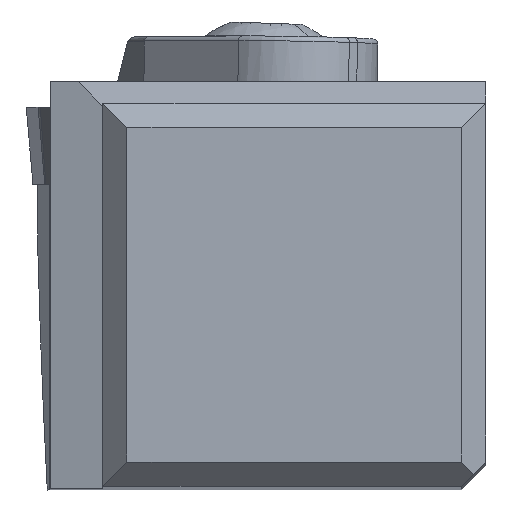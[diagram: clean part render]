
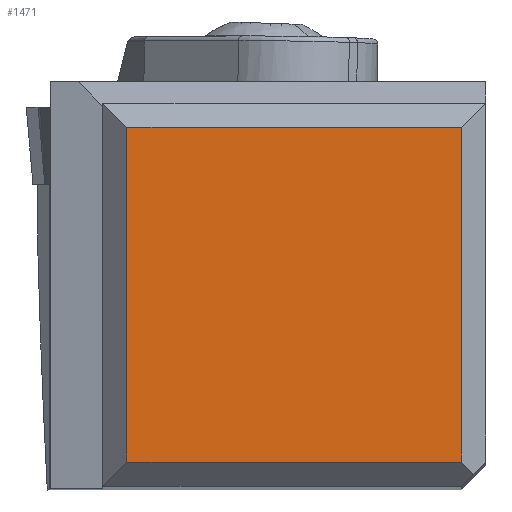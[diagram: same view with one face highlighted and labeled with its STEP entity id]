
A CAD part, top view. The second image highlights one B-rep face of the part: STEP entity #1471.
In plain terms, the highlighted planar face has unit normal (0, 0, 1).
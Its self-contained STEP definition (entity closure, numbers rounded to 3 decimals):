
#1297=FACE_OUTER_BOUND('',#1759,.T.);
#1471=ADVANCED_FACE('',(#1297),#1636,.T.);
#1636=PLANE('',#4842);
#1759=EDGE_LOOP('',(#2221,#2222,#2223,#2224));
#2221=ORIENTED_EDGE('',*,*,#3440,.F.);
#2222=ORIENTED_EDGE('',*,*,#3448,.T.);
#2223=ORIENTED_EDGE('',*,*,#3446,.T.);
#2224=ORIENTED_EDGE('',*,*,#3442,.T.);
#3042=VERTEX_POINT('',#6669);
#3043=VERTEX_POINT('',#6671);
#3044=VERTEX_POINT('',#6675);
#3046=VERTEX_POINT('',#6683);
#3440=EDGE_CURVE('',#3042,#3043,#4157,.T.);
#3442=EDGE_CURVE('',#3044,#3043,#4159,.T.);
#3446=EDGE_CURVE('',#3046,#3044,#4163,.T.);
#3448=EDGE_CURVE('',#3042,#3046,#4165,.T.);
#4157=LINE('',#6670,#4384);
#4159=LINE('',#6674,#4386);
#4163=LINE('',#6682,#4390);
#4165=LINE('',#6686,#4392);
#4384=VECTOR('',#5491,1.);
#4386=VECTOR('',#5495,1.);
#4390=VECTOR('',#5503,1.);
#4392=VECTOR('',#5507,1.);
#4842=AXIS2_PLACEMENT_3D('',#6688,#5510,#5511);
#5491=DIRECTION('',(1.,0.,0.));
#5495=DIRECTION('',(0.,1.,0.));
#5503=DIRECTION('',(1.,0.,0.));
#5507=DIRECTION('',(0.,-1.,0.));
#5510=DIRECTION('',(0.,0.,1.));
#5511=DIRECTION('',(1.,0.,0.));
#6669=CARTESIAN_POINT('',(-14.875,14.875,0.));
#6670=CARTESIAN_POINT('',(-14.875,14.875,0.));
#6671=CARTESIAN_POINT('',(-1.,14.875,0.));
#6674=CARTESIAN_POINT('',(-1.,1.,0.));
#6675=CARTESIAN_POINT('',(-1.,1.,0.));
#6682=CARTESIAN_POINT('',(-14.875,1.,0.));
#6683=CARTESIAN_POINT('',(-14.875,1.,0.));
#6686=CARTESIAN_POINT('',(-14.875,14.875,0.));
#6688=CARTESIAN_POINT('',(-7.938,7.938,0.));
